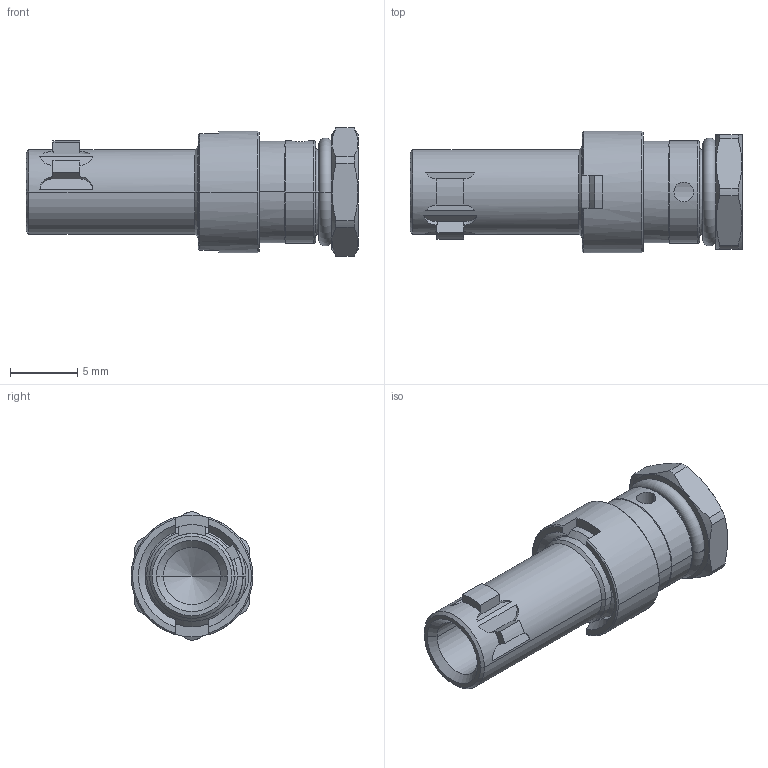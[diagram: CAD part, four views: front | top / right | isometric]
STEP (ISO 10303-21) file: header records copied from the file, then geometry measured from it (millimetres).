
FILE_DESCRIPTION((''),'2;1');
FILE_NAME('00611421006','2019-09-26T',('presta_be4'),(''),'PRO/ENGINEER BY PARAMETRIC TECHNOLOGY CORPORATION, 2014310','PRO/ENGINEER BY PARAMETRIC TECHNOLOGY CORPORATION, 2014310','');
FILE_SCHEMA(('CONFIG_CONTROL_DESIGN'));
Length unit declared in the file: millimetre
Products named in the file (1): 00611421006
Bounding box: 24.63 x 9.03 x 9.5 mm (x, y, z)
Volume: 710.8 mm3; surface area: 1121.2 mm2
Topology: 1 solids, 1 shells, 100 faces, 267 edges, 170 vertices
Faces by surface type: cylinder 38, plane 30, cone 26, torus 6
Entity records: 4452 total; most frequent: CARTESIAN_POINT 1947, ORIENTED_EDGE 530, DIRECTION 508, EDGE_CURVE 265, AXIS2_PLACEMENT_3D 201, VERTEX_POINT 170, EDGE_LOOP 107, VECTOR 106
